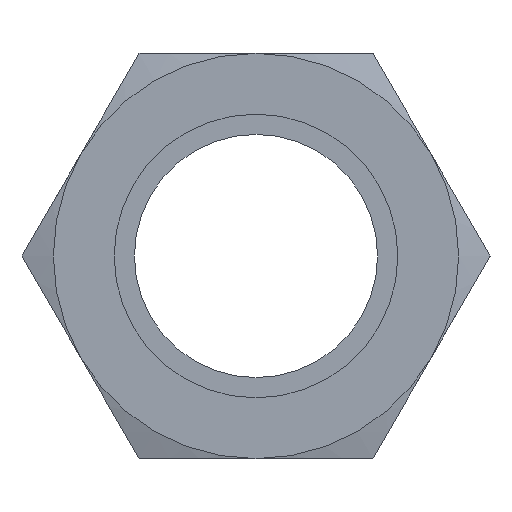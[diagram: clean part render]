
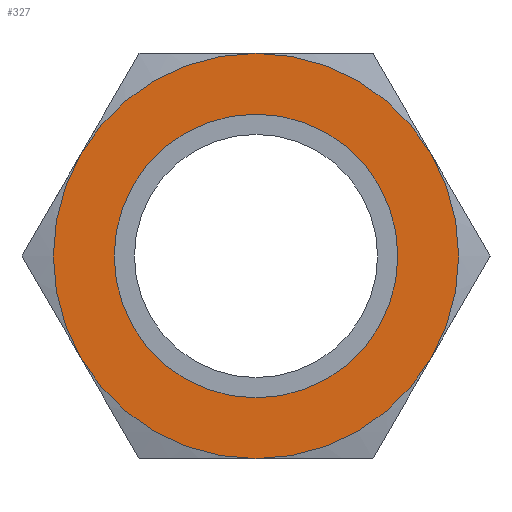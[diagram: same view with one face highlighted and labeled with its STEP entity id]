
A CAD part, left-side view. The second image highlights one B-rep face of the part: STEP entity #327.
In plain terms, the highlighted face is planar.
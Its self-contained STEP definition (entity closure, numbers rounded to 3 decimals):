
#327 = ADVANCED_FACE( '', ( #665, #666 ), #667, .F. );
#665 = FACE_BOUND( '', #1013, .T. );
#666 = FACE_OUTER_BOUND( '', #1014, .T. );
#667 = PLANE( '', #1015 );
#1013 = EDGE_LOOP( '', ( #1701 ) );
#1014 = EDGE_LOOP( '', ( #1702, #1703, #1704, #1705, #1706, #1707 ) );
#1015 = AXIS2_PLACEMENT_3D( '', #1708, #1709, #1710 );
#1701 = ORIENTED_EDGE( '', *, *, #2078, .F. );
#1702 = ORIENTED_EDGE( '', *, *, #1959, .T. );
#1703 = ORIENTED_EDGE( '', *, *, #2225, .T. );
#1704 = ORIENTED_EDGE( '', *, *, #1951, .T. );
#1705 = ORIENTED_EDGE( '', *, *, #2218, .T. );
#1706 = ORIENTED_EDGE( '', *, *, #2103, .T. );
#1707 = ORIENTED_EDGE( '', *, *, #2226, .T. );
#1708 = CARTESIAN_POINT( '', ( 24., 25., 0. ) );
#1709 = DIRECTION( '', ( -1., 0., 0. ) );
#1710 = DIRECTION( '', ( 0., 0., 1. ) );
#1951 = EDGE_CURVE( '', #2272, #2273, #2274, .T. );
#1959 = EDGE_CURVE( '', #2286, #2287, #2288, .T. );
#2078 = EDGE_CURVE( '', #2486, #2486, #2487, .F. );
#2103 = EDGE_CURVE( '', #2520, #2523, #2525, .T. );
#2218 = EDGE_CURVE( '', #2273, #2520, #2679, .T. );
#2225 = EDGE_CURVE( '', #2287, #2272, #2687, .T. );
#2226 = EDGE_CURVE( '', #2523, #2286, #2688, .T. );
#2272 = VERTEX_POINT( '', #2738 );
#2273 = VERTEX_POINT( '', #2739 );
#2274 = CIRCLE( '', #2740, 25. );
#2286 = VERTEX_POINT( '', #2772 );
#2287 = VERTEX_POINT( '', #2773 );
#2288 = CIRCLE( '', #2774, 25. );
#2486 = VERTEX_POINT( '', #3111 );
#2487 = CIRCLE( '', #3112, 17.5 );
#2520 = VERTEX_POINT( '', #3159 );
#2523 = VERTEX_POINT( '', #3167 );
#2525 = CIRCLE( '', #3174, 25. );
#2679 = CIRCLE( '', #3451, 25. );
#2687 = CIRCLE( '', #3459, 25. );
#2688 = CIRCLE( '', #3460, 25. );
#2738 = CARTESIAN_POINT( '', ( 24., 21.651, 12.5 ) );
#2739 = CARTESIAN_POINT( '', ( 24., 0., 25. ) );
#2740 = AXIS2_PLACEMENT_3D( '', #3539, #3540, #3541 );
#2772 = CARTESIAN_POINT( '', ( 24., 0., -25. ) );
#2773 = CARTESIAN_POINT( '', ( 24., 21.651, -12.5 ) );
#2774 = AXIS2_PLACEMENT_3D( '', #3545, #3546, #3547 );
#3111 = CARTESIAN_POINT( '', ( 24., 0., 17.5 ) );
#3112 = AXIS2_PLACEMENT_3D( '', #3685, #3686, #3687 );
#3159 = CARTESIAN_POINT( '', ( 24., -21.651, 12.5 ) );
#3167 = CARTESIAN_POINT( '', ( 24., -21.651, -12.5 ) );
#3174 = AXIS2_PLACEMENT_3D( '', #3709, #3710, #3711 );
#3451 = AXIS2_PLACEMENT_3D( '', #3826, #3827, #3828 );
#3459 = AXIS2_PLACEMENT_3D( '', #3832, #3833, #3834 );
#3460 = AXIS2_PLACEMENT_3D( '', #3835, #3836, #3837 );
#3539 = CARTESIAN_POINT( '', ( 24., 0., 0. ) );
#3540 = DIRECTION( '', ( 1., 0., 0. ) );
#3541 = DIRECTION( '', ( 0., 0., -1. ) );
#3545 = CARTESIAN_POINT( '', ( 24., 0., 0. ) );
#3546 = DIRECTION( '', ( 1., 0., 0. ) );
#3547 = DIRECTION( '', ( 0., 0., -1. ) );
#3685 = CARTESIAN_POINT( '', ( 24., 0., 0. ) );
#3686 = DIRECTION( '', ( -1., 0., 0. ) );
#3687 = DIRECTION( '', ( 0., 0., 1. ) );
#3709 = CARTESIAN_POINT( '', ( 24., 0., 0. ) );
#3710 = DIRECTION( '', ( 1., 0., 0. ) );
#3711 = DIRECTION( '', ( 0., 0., -1. ) );
#3826 = CARTESIAN_POINT( '', ( 24., 0., 0. ) );
#3827 = DIRECTION( '', ( 1., 0., 0. ) );
#3828 = DIRECTION( '', ( 0., 0., -1. ) );
#3832 = CARTESIAN_POINT( '', ( 24., 0., 0. ) );
#3833 = DIRECTION( '', ( 1., 0., 0. ) );
#3834 = DIRECTION( '', ( 0., 0., -1. ) );
#3835 = CARTESIAN_POINT( '', ( 24., 0., 0. ) );
#3836 = DIRECTION( '', ( 1., 0., 0. ) );
#3837 = DIRECTION( '', ( 0., 0., -1. ) );
